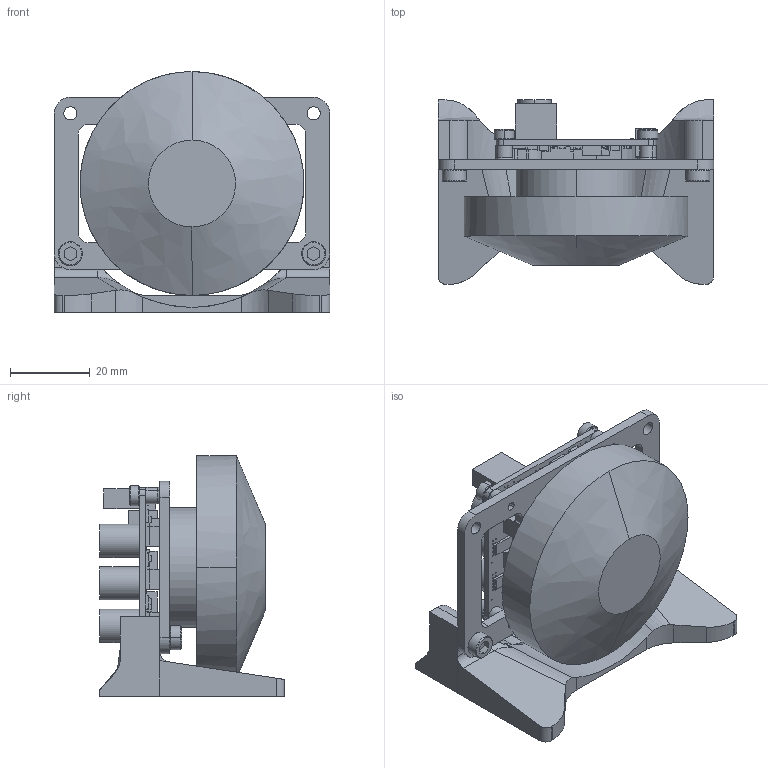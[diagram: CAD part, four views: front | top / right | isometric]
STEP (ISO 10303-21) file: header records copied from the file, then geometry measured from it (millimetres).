
FILE_DESCRIPTION(/* description */ (''),/* implementation_level */ '2;1');
FILE_NAME(/* name */ 'TINYMO~3',/* time_stamp */ '2021-03-06T14:07:57+02:00',/* author */ (''),/* organization */ (''),/* preprocessor_version */ 'ST-DEVELOPER v16.5',/* originating_system */ '',/* authorisation */ '');
FILE_SCHEMA (('CONFIG_CONTROL_DESIGN'));
Length unit declared in the file: millimetre
Products named in the file (1): Document
Bounding box: 69 x 46.27 x 60.37 mm (x, y, z)
Volume: 63028.8 mm3; surface area: 27880.3 mm2
Topology: 75 solids, 75 shells, 1856 faces, 4704 edges, 2906 vertices
Faces by surface type: cylinder 943, plane 737, bspline 176
Full cylindrical faces by diameter (mm): 2.1 x6
Entity records: 56653 total; most frequent: CARTESIAN_POINT 25303, ORIENTED_EDGE 9164, EDGE_CURVE 4582, VERTEX_POINT 2906, EDGE_LOOP 2548, B_SPLINE_CURVE_WITH_KNOTS 2470, ADVANCED_FACE 1856, FACE_OUTER_BOUND 1856
